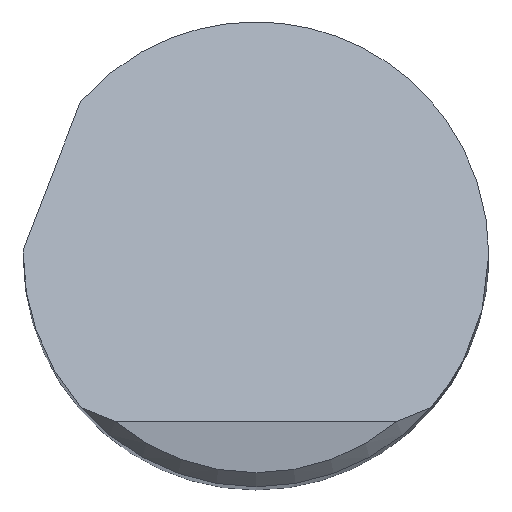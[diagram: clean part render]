
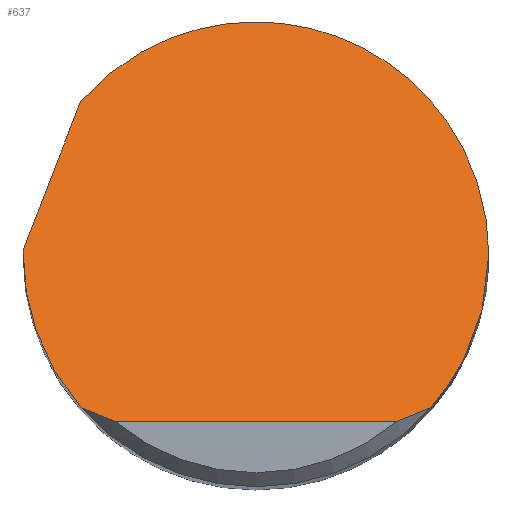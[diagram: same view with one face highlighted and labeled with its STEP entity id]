
A CAD part, top view. The second image highlights one B-rep face of the part: STEP entity #637.
In plain terms, the highlighted planar face has unit normal (0, 0.707, 0.707).
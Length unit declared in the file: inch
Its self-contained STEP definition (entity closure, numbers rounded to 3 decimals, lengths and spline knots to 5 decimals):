
#3 = VERTEX_POINT ( 'NONE', #508 ) ;
#10 = CARTESIAN_POINT ( 'NONE',  ( 0.17589, -0.1704, 2.9904 ) ) ;
#14 = DIRECTION ( 'NONE',  ( 0., -0.707, -0.707 ) ) ;
#32 = EDGE_CURVE ( 'NONE', #660, #109, #196, .T. ) ;
#41 = CARTESIAN_POINT ( 'NONE',  ( 0., -0.18, 3. ) ) ;
#64 = VERTEX_POINT ( 'NONE', #440 ) ;
#71 = LINE ( 'NONE', #447, #225 ) ;
#73 = PLANE ( 'NONE',  #280 ) ;
#74 = EDGE_CURVE ( 'NONE', #603, #64, #422, .T. ) ;
#78 = CARTESIAN_POINT ( 'NONE',  ( -0.25, -0.18, 3. ) ) ;
#85 = ORIENTED_EDGE ( 'NONE', *, *, #321, .F. ) ;
#109 = VERTEX_POINT ( 'NONE', #197 ) ;
#117 = ORIENTED_EDGE ( 'NONE', *, *, #365, .F. ) ;
#121 = VECTOR ( 'NONE', #358, 39.37008 ) ;
#125 = DIRECTION ( 'NONE',  ( 0.263, 0.682, -0.682 ) ) ;
#128 = CARTESIAN_POINT ( 'NONE',  ( 0.15108, -0.18, 3. ) ) ;
#130 = CARTESIAN_POINT ( 'NONE',  ( -0.24995, 0.005, 2.815 ) ) ;
#141 = CARTESIAN_POINT ( 'NONE',  ( -0.18782, -0.165, 2.985 ) ) ;
#150 = EDGE_CURVE ( 'NONE', #109, #473, #420, .T. ) ;
#167 = EDGE_LOOP ( 'NONE', ( #376, #640, #85, #622, #117, #536, #316, #578 ) ) ;
#182 = EDGE_CURVE ( 'NONE', #660, #227, #528, .T. ) ;
#196 = B_SPLINE_CURVE_WITH_KNOTS ( 'NONE', 3,
 ( #493, #605, #348, #562 ),
 .UNSPECIFIED., .F., .F.,
 ( 4, 4 ),
 ( 0., 0.00108 ),
 .UNSPECIFIED. ) ;
#197 = CARTESIAN_POINT ( 'NONE',  ( -0.15108, -0.18, 3. ) ) ;
#216 = CARTESIAN_POINT ( 'NONE',  ( 0.25, 0., 2.82 ) ) ;
#224 = DIRECTION ( 'NONE',  ( 0., 0.707, -0.707 ) ) ;
#225 = VECTOR ( 'NONE', #125, 39.37008 ) ;
#227 = VERTEX_POINT ( 'NONE', #639 ) ;
#232 = VERTEX_POINT ( 'NONE', #272 ) ;
#233 = FACE_OUTER_BOUND ( 'NONE', #167, .T. ) ;
#237 = CARTESIAN_POINT ( 'NONE',  ( -0.18782, -0.165, 2.985 ) ) ;
#239 = CARTESIAN_POINT ( 'NONE',  ( 0.22834, -0.11887, 2.93887 ) ) ;
#272 = CARTESIAN_POINT ( 'NONE',  ( -0.24995, 0.005, 2.815 ) ) ;
#280 = AXIS2_PLACEMENT_3D ( 'NONE', #78, #14, #224 ) ;
#282 = CARTESIAN_POINT ( 'NONE',  ( -0.0078, 0.37177, 2.44823 ) ) ;
#294 = EDGE_CURVE ( 'NONE', #473, #3, #513, .T. ) ;
#316 = ORIENTED_EDGE ( 'NONE', *, *, #182, .F. ) ;
#319 = CARTESIAN_POINT ( 'NONE',  ( 0.15108, -0.18, 3. ) ) ;
#321 = EDGE_CURVE ( 'NONE', #64, #3, #552, .T. ) ;
#329 = CARTESIAN_POINT ( 'NONE',  ( -0.25, 0.00167, 2.81833 ) ) ;
#339 = CARTESIAN_POINT ( 'NONE',  ( -0.18855, 0.16416, 2.65584 ) ) ;
#343 = CARTESIAN_POINT ( 'NONE',  ( 0.18782, -0.165, 2.985 ) ) ;
#348 = CARTESIAN_POINT ( 'NONE',  ( -0.16367, -0.17542, 2.99542 ) ) ;
#352 = CARTESIAN_POINT ( 'NONE',  ( -0.25, 0., 2.82 ) ) ;
#355 = CARTESIAN_POINT ( 'NONE',  ( -0.22834, -0.11887, 2.93887 ) ) ;
#358 = DIRECTION ( 'NONE',  ( 1., 0., 0. ) ) ;
#365 = EDGE_CURVE ( 'NONE', #232, #603, #71, .T. ) ;
#369 = CARTESIAN_POINT ( 'NONE',  ( 0.18782, -0.165, 2.985 ) ) ;
#376 = ORIENTED_EDGE ( 'NONE', *, *, #150, .T. ) ;
#382 = CARTESIAN_POINT ( 'NONE',  ( 0.25, -0.06141, 2.88141 ) ) ;
#387 = CARTESIAN_POINT ( 'NONE',  ( 0.25, 0., 2.82 ) ) ;
#407 =( BOUNDED_CURVE ( )  B_SPLINE_CURVE ( 3, ( #495, #329, #541, #130 ),
 .UNSPECIFIED., .F., .T. ) 
 B_SPLINE_CURVE_WITH_KNOTS ( ( 4, 4 ),
 ( 4.71239, 4.73239 ),
 .UNSPECIFIED. ) 
 CURVE ( )  GEOMETRIC_REPRESENTATION_ITEM ( )  RATIONAL_B_SPLINE_CURVE ( ( 1., 1., 1., 1. ) ) 
 REPRESENTATION_ITEM ( '' )  );
#409 = CARTESIAN_POINT ( 'NONE',  ( -0.25, -0.06141, 2.88141 ) ) ;
#420 = LINE ( 'NONE', #41, #121 ) ;
#422 =( BOUNDED_CURVE ( )  B_SPLINE_CURVE ( 3, ( #339, #282, #498, #387 ),
 .UNSPECIFIED., .F., .T. ) 
 B_SPLINE_CURVE_WITH_KNOTS ( ( 4, 4 ),
 ( 5.42872, 7.85398 ),
 .UNSPECIFIED. ) 
 CURVE ( )  GEOMETRIC_REPRESENTATION_ITEM ( )  RATIONAL_B_SPLINE_CURVE ( ( 1., 0.567, 0.567, 1. ) ) 
 REPRESENTATION_ITEM ( '' )  );
#425 = CARTESIAN_POINT ( 'NONE',  ( 0.16367, -0.17542, 2.99542 ) ) ;
#440 = CARTESIAN_POINT ( 'NONE',  ( 0.25, 0., 2.82 ) ) ;
#447 = CARTESIAN_POINT ( 'NONE',  ( -0.31638, -0.1672, 2.9872 ) ) ;
#473 = VERTEX_POINT ( 'NONE', #128 ) ;
#493 = CARTESIAN_POINT ( 'NONE',  ( -0.18782, -0.165, 2.985 ) ) ;
#495 = CARTESIAN_POINT ( 'NONE',  ( -0.25, 0., 2.82 ) ) ;
#498 = CARTESIAN_POINT ( 'NONE',  ( 0.25, 0.27527, 2.54473 ) ) ;
#508 = CARTESIAN_POINT ( 'NONE',  ( 0.18782, -0.165, 2.985 ) ) ;
#513 = B_SPLINE_CURVE_WITH_KNOTS ( 'NONE', 3,
 ( #319, #425, #10, #369 ),
 .UNSPECIFIED., .F., .F.,
 ( 4, 4 ),
 ( 0., 0.00108 ),
 .UNSPECIFIED. ) ;
#528 =( BOUNDED_CURVE ( )  B_SPLINE_CURVE ( 3, ( #141, #355, #409, #352 ),
 .UNSPECIFIED., .F., .T. ) 
 B_SPLINE_CURVE_WITH_KNOTS ( ( 4, 4 ),
 ( 3.99157, 4.71239 ),
 .UNSPECIFIED. ) 
 CURVE ( )  GEOMETRIC_REPRESENTATION_ITEM ( )  RATIONAL_B_SPLINE_CURVE ( ( 1., 0.957, 0.957, 1. ) ) 
 REPRESENTATION_ITEM ( '' )  );
#536 = ORIENTED_EDGE ( 'NONE', *, *, #656, .F. ) ;
#541 = CARTESIAN_POINT ( 'NONE',  ( -0.24998, 0.00333, 2.81667 ) ) ;
#552 =( BOUNDED_CURVE ( )  B_SPLINE_CURVE ( 3, ( #216, #382, #239, #343 ),
 .UNSPECIFIED., .F., .T. ) 
 B_SPLINE_CURVE_WITH_KNOTS ( ( 4, 4 ),
 ( 1.5708, 2.29162 ),
 .UNSPECIFIED. ) 
 CURVE ( )  GEOMETRIC_REPRESENTATION_ITEM ( )  RATIONAL_B_SPLINE_CURVE ( ( 1., 0.957, 0.957, 1. ) ) 
 REPRESENTATION_ITEM ( '' )  );
#562 = CARTESIAN_POINT ( 'NONE',  ( -0.15108, -0.18, 3. ) ) ;
#578 = ORIENTED_EDGE ( 'NONE', *, *, #32, .T. ) ;
#603 = VERTEX_POINT ( 'NONE', #611 ) ;
#605 = CARTESIAN_POINT ( 'NONE',  ( -0.17589, -0.1704, 2.9904 ) ) ;
#611 = CARTESIAN_POINT ( 'NONE',  ( -0.18855, 0.16416, 2.65584 ) ) ;
#622 = ORIENTED_EDGE ( 'NONE', *, *, #74, .F. ) ;
#637 = ADVANCED_FACE ( 'NONE', ( #233 ), #73, .F. ) ;
#639 = CARTESIAN_POINT ( 'NONE',  ( -0.25, 0., 2.82 ) ) ;
#640 = ORIENTED_EDGE ( 'NONE', *, *, #294, .T. ) ;
#656 = EDGE_CURVE ( 'NONE', #227, #232, #407, .T. ) ;
#660 = VERTEX_POINT ( 'NONE', #237 ) ;
